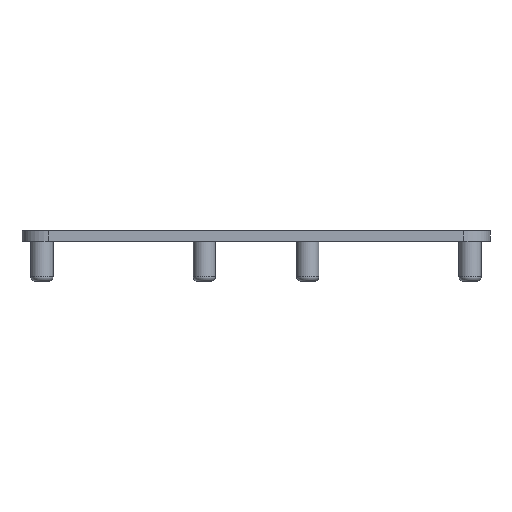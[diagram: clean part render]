
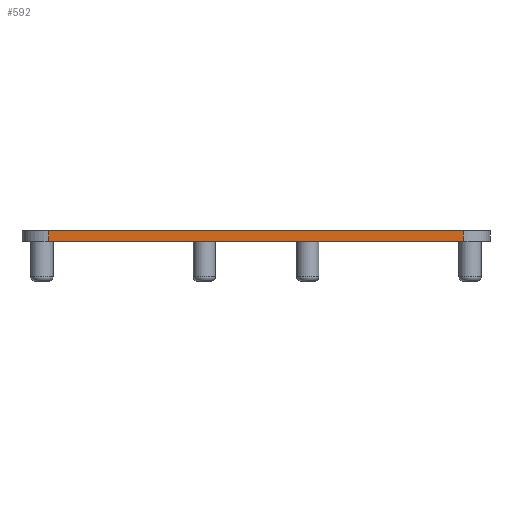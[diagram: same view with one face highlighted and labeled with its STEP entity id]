
A CAD part, front view. The second image highlights one B-rep face of the part: STEP entity #592.
In plain terms, the highlighted planar face has unit normal (0, -1, 0).
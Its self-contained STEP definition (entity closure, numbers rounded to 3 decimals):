
#4 = VERTEX_POINT ( 'NONE', #2282 ) ;
#91 = CARTESIAN_POINT ( 'NONE',  ( -23.4, -22.828, 0.6 ) ) ;
#123 = DIRECTION ( 'NONE',  ( 0., 1., 0. ) ) ;
#258 = VERTEX_POINT ( 'NONE', #1260 ) ;
#295 = DIRECTION ( 'NONE',  ( 0., 0., -1. ) ) ;
#320 = CARTESIAN_POINT ( 'NONE',  ( 23.4, -22.828, -0.6 ) ) ;
#369 = VECTOR ( 'NONE', #1938, 1000. ) ;
#491 = VECTOR ( 'NONE', #295, 1000. ) ;
#499 = ORIENTED_EDGE ( 'NONE', *, *, #2307, .F. ) ;
#509 = PLANE ( 'NONE',  #2558 ) ;
#592 = ADVANCED_FACE ( 'NONE', ( #2410 ), #509, .F. ) ;
#711 = CARTESIAN_POINT ( 'NONE',  ( 23.4, -22.828, 0.6 ) ) ;
#754 = ORIENTED_EDGE ( 'NONE', *, *, #2262, .T. ) ;
#871 = ORIENTED_EDGE ( 'NONE', *, *, #2342, .F. ) ;
#976 = LINE ( 'NONE', #91, #491 ) ;
#1044 = LINE ( 'NONE', #1931, #1467 ) ;
#1133 = CARTESIAN_POINT ( 'NONE',  ( 23.4, -22.828, 0.6 ) ) ;
#1137 = EDGE_LOOP ( 'NONE', ( #1749, #499, #871, #754 ) ) ;
#1260 = CARTESIAN_POINT ( 'NONE',  ( -23.4, -22.828, 0.6 ) ) ;
#1345 = DIRECTION ( 'NONE',  ( 1., 0., 0. ) ) ;
#1467 = VECTOR ( 'NONE', #2102, 1000. ) ;
#1565 = DIRECTION ( 'NONE',  ( -1., 0., 0. ) ) ;
#1637 = VERTEX_POINT ( 'NONE', #320 ) ;
#1749 = ORIENTED_EDGE ( 'NONE', *, *, #2293, .T. ) ;
#1885 = VECTOR ( 'NONE', #1345, 1000. ) ;
#1901 = VERTEX_POINT ( 'NONE', #2416 ) ;
#1931 = CARTESIAN_POINT ( 'NONE',  ( 23.4, -22.828, -0.6 ) ) ;
#1938 = DIRECTION ( 'NONE',  ( 0., 0., -1. ) ) ;
#1990 = LINE ( 'NONE', #711, #369 ) ;
#2102 = DIRECTION ( 'NONE',  ( 1., 0., 0. ) ) ;
#2262 = EDGE_CURVE ( 'NONE', #258, #4, #976, .T. ) ;
#2282 = CARTESIAN_POINT ( 'NONE',  ( -23.4, -22.828, -0.6 ) ) ;
#2293 = EDGE_CURVE ( 'NONE', #4, #1637, #1044, .T. ) ;
#2306 = CARTESIAN_POINT ( 'NONE',  ( 23.4, -22.828, 0.6 ) ) ;
#2307 = EDGE_CURVE ( 'NONE', #1901, #1637, #1990, .T. ) ;
#2342 = EDGE_CURVE ( 'NONE', #258, #1901, #2364, .T. ) ;
#2364 = LINE ( 'NONE', #2306, #1885 ) ;
#2410 = FACE_OUTER_BOUND ( 'NONE', #1137, .T. ) ;
#2416 = CARTESIAN_POINT ( 'NONE',  ( 23.4, -22.828, 0.6 ) ) ;
#2558 = AXIS2_PLACEMENT_3D ( 'NONE', #1133, #123, #1565 ) ;
